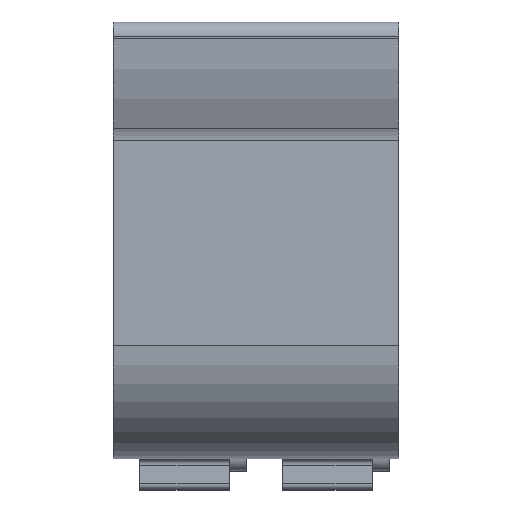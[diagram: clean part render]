
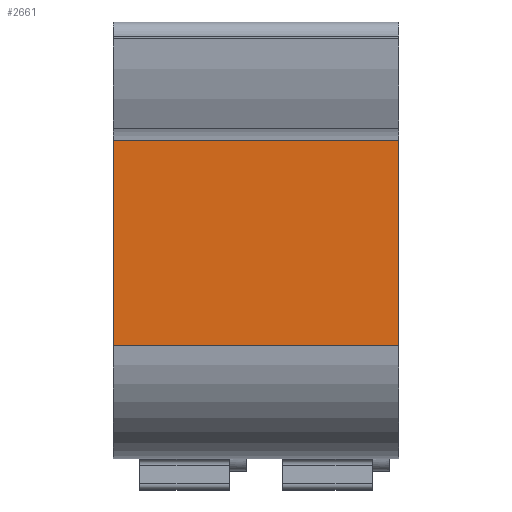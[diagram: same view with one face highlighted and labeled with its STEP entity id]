
A CAD part, top view. The second image highlights one B-rep face of the part: STEP entity #2661.
In plain terms, the highlighted planar face has unit normal (0, 0, 1).
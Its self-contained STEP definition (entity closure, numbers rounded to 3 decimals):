
#2634=AXIS2_PLACEMENT_3D('Plane Axis2P3D',#2631,#2632,#2633) ;
#2308=CARTESIAN_POINT('Vertex',(0.,12.4,28.05)) ;
#2311=CARTESIAN_POINT('Line Origine',(7.62,12.4,28.05)) ;
#2315=CARTESIAN_POINT('Vertex',(10.16,12.4,28.05)) ;
#2631=CARTESIAN_POINT('Axis2P3D Location',(5.08,5.1,28.05)) ;
#2636=CARTESIAN_POINT('Line Origine',(0.,8.75,28.05)) ;
#2640=CARTESIAN_POINT('Vertex',(0.,5.1,28.05)) ;
#2643=CARTESIAN_POINT('Line Origine',(5.08,5.1,28.05)) ;
#2647=CARTESIAN_POINT('Vertex',(10.16,5.1,28.05)) ;
#2650=CARTESIAN_POINT('Line Origine',(10.16,8.75,28.05)) ;
#2312=DIRECTION('Vector Direction',(1.,0.,0.)) ;
#2632=DIRECTION('Axis2P3D Direction',(0.,0.,-1.)) ;
#2633=DIRECTION('Axis2P3D XDirection',(0.,1.,0.)) ;
#2637=DIRECTION('Vector Direction',(0.,1.,0.)) ;
#2644=DIRECTION('Vector Direction',(1.,0.,0.)) ;
#2651=DIRECTION('Vector Direction',(0.,1.,0.)) ;
#2313=VECTOR('Line Direction',#2312,1.) ;
#2638=VECTOR('Line Direction',#2637,1.) ;
#2645=VECTOR('Line Direction',#2644,1.) ;
#2652=VECTOR('Line Direction',#2651,1.) ;
#2656=ORIENTED_EDGE('',*,*,#2317,.F.) ;
#2657=ORIENTED_EDGE('',*,*,#2642,.T.) ;
#2658=ORIENTED_EDGE('',*,*,#2649,.T.) ;
#2659=ORIENTED_EDGE('',*,*,#2654,.F.) ;
#2661=ADVANCED_FACE('Hauptk\X2\00F6\X0\rper',(#2660),#2635,.F.) ;
#2317=EDGE_CURVE('',#2309,#2316,#2314,.T.) ;
#2642=EDGE_CURVE('',#2309,#2641,#2639,.F.) ;
#2649=EDGE_CURVE('',#2641,#2648,#2646,.T.) ;
#2654=EDGE_CURVE('',#2316,#2648,#2653,.F.) ;
#2655=EDGE_LOOP('',(#2656,#2657,#2658,#2659)) ;
#2660=FACE_OUTER_BOUND('',#2655,.T.) ;
#2314=LINE('Line',#2311,#2313) ;
#2639=LINE('Line',#2636,#2638) ;
#2646=LINE('Line',#2643,#2645) ;
#2653=LINE('Line',#2650,#2652) ;
#2635=PLANE('',#2634) ;
#2309=VERTEX_POINT('',#2308) ;
#2316=VERTEX_POINT('',#2315) ;
#2641=VERTEX_POINT('',#2640) ;
#2648=VERTEX_POINT('',#2647) ;
